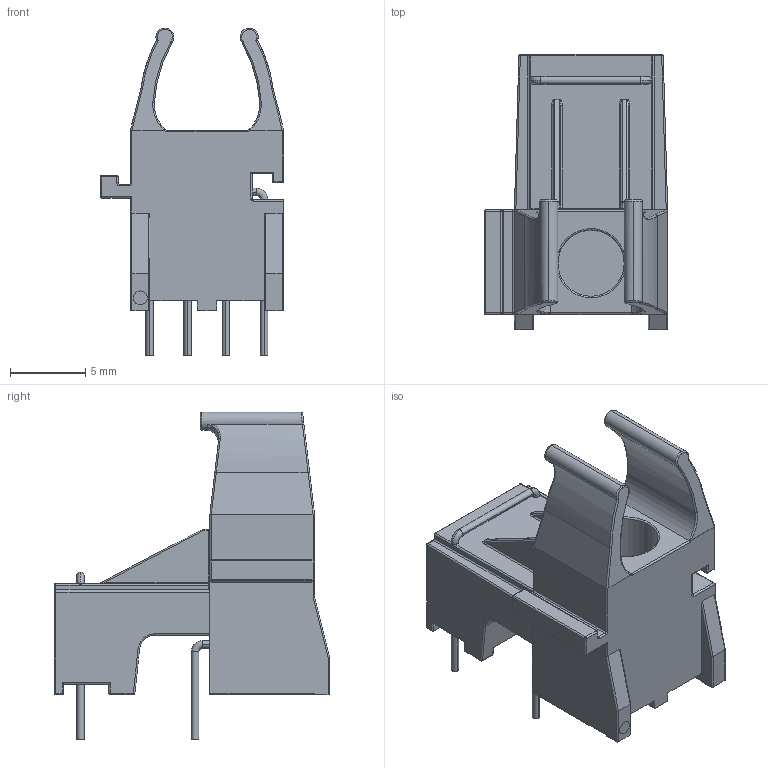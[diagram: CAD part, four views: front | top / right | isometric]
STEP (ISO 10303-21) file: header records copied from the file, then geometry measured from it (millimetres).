
FILE_DESCRIPTION (( 'STEP AP214' ), '1' );
FILE_NAME ('3C26E2DD-49EE-4364-8E0E-C530939EC735.STEP', '2023-04-18T16:10:34', ( '' ), ( '' ), 'SwSTEP 2.0', 'SolidWorks 2022', '' );
FILE_SCHEMA (( 'AUTOMOTIVE_DESIGN' ));
Length unit declared in the file: millimetre
Products named in the file (1): 3C26E2DD-49EE-4364-8E0E-C530939EC735
Bounding box: 12.2 x 18.3 x 21.8 mm (x, y, z)
Volume: 1380.1 mm3; surface area: 1437.1 mm2
Topology: 1 solids, 1 shells, 399 faces, 971 edges, 540 vertices
Faces by surface type: cylinder 194, plane 91, sphere 52, torus 35, bspline 27
Entity records: 12754 total; most frequent: CARTESIAN_POINT 3413, DIRECTION 1900, ORIENTED_EDGE 1862, EDGE_CURVE 931, AXIS2_PLACEMENT_3D 738, VERTEX_POINT 540, VECTOR 424, LINE 424
